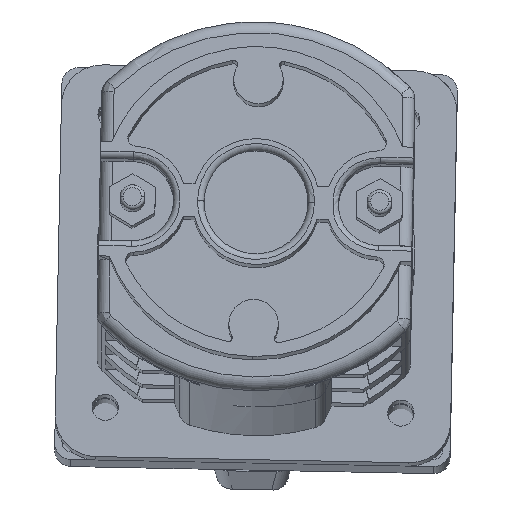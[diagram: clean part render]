
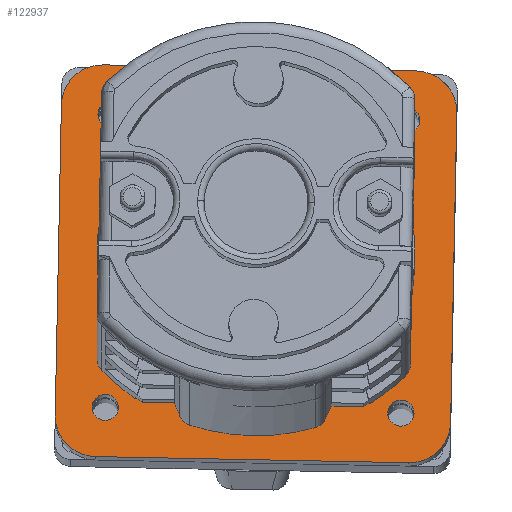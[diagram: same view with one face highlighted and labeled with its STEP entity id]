
A CAD part, top view. The second image highlights one B-rep face of the part: STEP entity #122937.
In plain terms, the highlighted face is planar.
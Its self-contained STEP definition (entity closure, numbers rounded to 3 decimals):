
#118778=DIRECTION('',(0.,0.,1.));
#118779=VECTOR('',#118778,38.114);
#118780=CARTESIAN_POINT('',(24.651,29.59,
-22.305));
#118781=LINE('',#118780,#118779);
#118785=CARTESIAN_POINT('',(-18.478,29.59,
-22.305));
#118786=DIRECTION('',(0.,1.,0.));
#118787=DIRECTION('',(0.,0.,-1.));
#118788=AXIS2_PLACEMENT_3D('',#118785,#118786,#118787);
#118793=CARTESIAN_POINT('',(-18.478,29.59,
15.809));
#118794=DIRECTION('',(0.,1.,0.));
#118795=DIRECTION('',(-1.,0.,0.));
#118796=AXIS2_PLACEMENT_3D('',#118793,#118794,#118795);
#118801=CARTESIAN_POINT('',(19.636,29.59,
15.809));
#118802=DIRECTION('',(0.,1.,0.));
#118803=DIRECTION('',(0.,0.,1.));
#118804=AXIS2_PLACEMENT_3D('',#118801,#118802,#118803);
#118809=CARTESIAN_POINT('',(19.636,29.59,
-22.305));
#118810=DIRECTION('',(0.,1.,0.));
#118811=DIRECTION('',(1.,0.,0.));
#118812=AXIS2_PLACEMENT_3D('',#118809,#118810,#118811);
#118817=CARTESIAN_POINT('',(0.579,29.59,-3.248));
#118818=DIRECTION('',(0.,-1.,0.));
#118819=DIRECTION('',(1.,0.,0.));
#118820=AXIS2_PLACEMENT_3D('',#118817,#118818,#118819);
#118825=CARTESIAN_POINT('',(0.579,29.59,-3.248));
#118826=DIRECTION('',(0.,-1.,0.));
#118827=DIRECTION('',(-1.,0.,0.));
#118828=AXIS2_PLACEMENT_3D('',#118825,#118826,#118827);
#118833=CARTESIAN_POINT('',(-17.421,29.59,
14.752));
#118834=DIRECTION('',(0.,-1.,0.));
#118835=DIRECTION('',(1.,0.,0.));
#118836=AXIS2_PLACEMENT_3D('',#118833,#118834,#118835);
#118841=CARTESIAN_POINT('',(-17.421,29.59,
14.752));
#118842=DIRECTION('',(0.,-1.,0.));
#118843=DIRECTION('',(-1.,0.,0.));
#118844=AXIS2_PLACEMENT_3D('',#118841,#118842,#118843);
#118849=CARTESIAN_POINT('',(-17.421,29.59,
-21.248));
#118850=DIRECTION('',(0.,-1.,0.));
#118851=DIRECTION('',(1.,0.,0.));
#118852=AXIS2_PLACEMENT_3D('',#118849,#118850,#118851);
#118857=CARTESIAN_POINT('',(-17.421,29.59,
-21.248));
#118858=DIRECTION('',(0.,-1.,0.));
#118859=DIRECTION('',(-1.,0.,0.));
#118860=AXIS2_PLACEMENT_3D('',#118857,#118858,#118859);
#118865=CARTESIAN_POINT('',(18.579,29.59,
-21.248));
#118866=DIRECTION('',(0.,-1.,0.));
#118867=DIRECTION('',(1.,0.,0.));
#118868=AXIS2_PLACEMENT_3D('',#118865,#118866,#118867);
#118873=CARTESIAN_POINT('',(18.579,29.59,
-21.248));
#118874=DIRECTION('',(0.,-1.,0.));
#118875=DIRECTION('',(-1.,0.,0.));
#118876=AXIS2_PLACEMENT_3D('',#118873,#118874,#118875);
#118881=CARTESIAN_POINT('',(18.579,29.59,
14.752));
#118882=DIRECTION('',(0.,-1.,0.));
#118883=DIRECTION('',(1.,0.,0.));
#118884=AXIS2_PLACEMENT_3D('',#118881,#118882,#118883);
#118889=CARTESIAN_POINT('',(18.579,29.59,
14.752));
#118890=DIRECTION('',(0.,-1.,0.));
#118891=DIRECTION('',(-1.,0.,0.));
#118892=AXIS2_PLACEMENT_3D('',#118889,#118890,#118891);
#118897=DIRECTION('',(1.,0.,0.));
#118898=VECTOR('',#118897,38.114);
#118899=CARTESIAN_POINT('',(-18.478,29.59,
-27.32));
#118900=LINE('',#118899,#118898);
#118932=DIRECTION('',(0.,0.,-1.));
#118933=VECTOR('',#118932,38.114);
#118934=CARTESIAN_POINT('',(-23.493,29.59,
15.809));
#118935=LINE('',#118934,#118933);
#118953=DIRECTION('',(-1.,0.,0.));
#118954=VECTOR('',#118953,38.114);
#118955=CARTESIAN_POINT('',(19.636,29.59,
20.824));
#118956=LINE('',#118955,#118954);
#119462=CARTESIAN_POINT('',(-18.779,29.59,
-3.248));
#119463=VERTEX_POINT('',#119462);
#119464=CARTESIAN_POINT('',(19.937,29.59,
-3.248));
#119465=VERTEX_POINT('',#119464);
#119770=CARTESIAN_POINT('',(24.651,29.59,
-22.305));
#119771=CARTESIAN_POINT('',(24.651,29.59,
15.809));
#119772=VERTEX_POINT('',#119770);
#119773=VERTEX_POINT('',#119771);
#119774=CARTESIAN_POINT('',(-18.478,29.59,
-27.32));
#119775=CARTESIAN_POINT('',(19.636,29.59,
-27.32));
#119776=VERTEX_POINT('',#119774);
#119777=VERTEX_POINT('',#119775);
#119778=CARTESIAN_POINT('',(-23.493,29.59,
-22.305));
#119779=VERTEX_POINT('',#119778);
#119780=CARTESIAN_POINT('',(-23.493,29.59,
15.809));
#119781=VERTEX_POINT('',#119780);
#119782=CARTESIAN_POINT('',(-18.478,29.59,
20.824));
#119783=VERTEX_POINT('',#119782);
#119784=CARTESIAN_POINT('',(19.636,29.59,
20.824));
#119785=VERTEX_POINT('',#119784);
#119786=CARTESIAN_POINT('',(-15.821,29.59,
14.752));
#119787=CARTESIAN_POINT('',(-19.021,29.59,
14.752));
#119788=VERTEX_POINT('',#119786);
#119789=VERTEX_POINT('',#119787);
#119790=CARTESIAN_POINT('',(-15.821,29.59,
-21.248));
#119791=CARTESIAN_POINT('',(-19.021,29.59,
-21.248));
#119792=VERTEX_POINT('',#119790);
#119793=VERTEX_POINT('',#119791);
#119794=CARTESIAN_POINT('',(20.179,29.59,
-21.248));
#119795=CARTESIAN_POINT('',(16.979,29.59,
-21.248));
#119796=VERTEX_POINT('',#119794);
#119797=VERTEX_POINT('',#119795);
#119798=CARTESIAN_POINT('',(20.179,29.59,
14.752));
#119799=CARTESIAN_POINT('',(16.979,29.59,
14.752));
#119800=VERTEX_POINT('',#119798);
#119801=VERTEX_POINT('',#119799);
#122887=CARTESIAN_POINT('',(0.579,29.59,-3.248));
#122888=DIRECTION('',(0.,1.,0.));
#122889=DIRECTION('',(-1.,0.,0.));
#122890=AXIS2_PLACEMENT_3D('',#122887,#122888,#122889);
#122891=PLANE('',#122890);
#122893=ORIENTED_EDGE('',*,*,#122892,.F.);
#122895=ORIENTED_EDGE('',*,*,#122894,.T.);
#122897=ORIENTED_EDGE('',*,*,#122896,.F.);
#122899=ORIENTED_EDGE('',*,*,#122898,.T.);
#122901=ORIENTED_EDGE('',*,*,#122900,.F.);
#122903=ORIENTED_EDGE('',*,*,#122902,.T.);
#122904=ORIENTED_EDGE('',*,*,#122870,.F.);
#122906=ORIENTED_EDGE('',*,*,#122905,.T.);
#122907=EDGE_LOOP('',(#122893,#122895,#122897,#122899,#122901,#122903,#122904,
#122906));
#122908=FACE_OUTER_BOUND('',#122907,.F.);
#122909=ORIENTED_EDGE('',*,*,#120217,.T.);
#122910=ORIENTED_EDGE('',*,*,#120306,.T.);
#122911=EDGE_LOOP('',(#122909,#122910));
#122912=FACE_BOUND('',#122911,.F.);
#122914=ORIENTED_EDGE('',*,*,#122913,.T.);
#122916=ORIENTED_EDGE('',*,*,#122915,.T.);
#122917=EDGE_LOOP('',(#122914,#122916));
#122918=FACE_BOUND('',#122917,.F.);
#122920=ORIENTED_EDGE('',*,*,#122919,.T.);
#122922=ORIENTED_EDGE('',*,*,#122921,.T.);
#122923=EDGE_LOOP('',(#122920,#122922));
#122924=FACE_BOUND('',#122923,.F.);
#122926=ORIENTED_EDGE('',*,*,#122925,.T.);
#122928=ORIENTED_EDGE('',*,*,#122927,.T.);
#122929=EDGE_LOOP('',(#122926,#122928));
#122930=FACE_BOUND('',#122929,.F.);
#122932=ORIENTED_EDGE('',*,*,#122931,.T.);
#122934=ORIENTED_EDGE('',*,*,#122933,.T.);
#122935=EDGE_LOOP('',(#122932,#122934));
#122936=FACE_BOUND('',#122935,.F.);
#118789=CIRCLE('',#118788,5.015);
#118797=CIRCLE('',#118796,5.015);
#118805=CIRCLE('',#118804,5.015);
#118813=CIRCLE('',#118812,5.015);
#118821=CIRCLE('',#118820,19.358);
#118829=CIRCLE('',#118828,19.358);
#118837=CIRCLE('',#118836,1.6);
#118845=CIRCLE('',#118844,1.6);
#118853=CIRCLE('',#118852,1.6);
#118861=CIRCLE('',#118860,1.6);
#118869=CIRCLE('',#118868,1.6);
#118877=CIRCLE('',#118876,1.6);
#118885=CIRCLE('',#118884,1.6);
#118893=CIRCLE('',#118892,1.6);
#120217=EDGE_CURVE('',#119465,#119463,#118821,.T.);
#120306=EDGE_CURVE('',#119463,#119465,#118829,.T.);
#122870=EDGE_CURVE('',#119772,#119773,#118781,.T.);
#122892=EDGE_CURVE('',#119776,#119777,#118900,.T.);
#122894=EDGE_CURVE('',#119776,#119779,#118789,.T.);
#122896=EDGE_CURVE('',#119781,#119779,#118935,.T.);
#122898=EDGE_CURVE('',#119781,#119783,#118797,.T.);
#122900=EDGE_CURVE('',#119785,#119783,#118956,.T.);
#122902=EDGE_CURVE('',#119785,#119773,#118805,.T.);
#122905=EDGE_CURVE('',#119772,#119777,#118813,.T.);
#122913=EDGE_CURVE('',#119788,#119789,#118837,.T.);
#122915=EDGE_CURVE('',#119789,#119788,#118845,.T.);
#122919=EDGE_CURVE('',#119792,#119793,#118853,.T.);
#122921=EDGE_CURVE('',#119793,#119792,#118861,.T.);
#122925=EDGE_CURVE('',#119796,#119797,#118869,.T.);
#122927=EDGE_CURVE('',#119797,#119796,#118877,.T.);
#122931=EDGE_CURVE('',#119800,#119801,#118885,.T.);
#122933=EDGE_CURVE('',#119801,#119800,#118893,.T.);
#122937=ADVANCED_FACE('',(#122908,#122912,#122918,#122924,#122930,#122936),
#122891,.F.);
